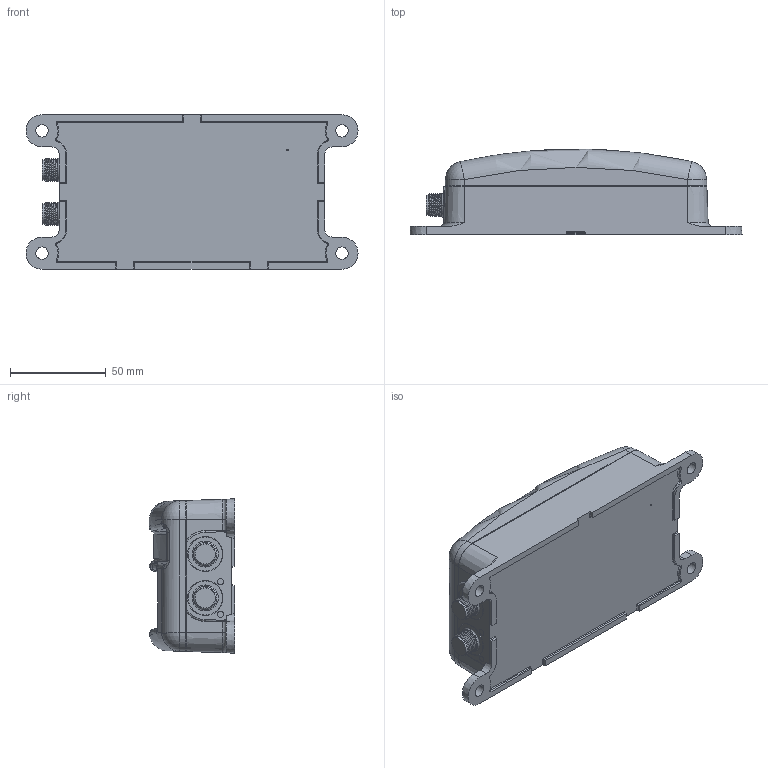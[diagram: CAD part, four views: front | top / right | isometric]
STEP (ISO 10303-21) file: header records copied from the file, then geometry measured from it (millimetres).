
FILE_DESCRIPTION((''),'2;1');
FILE_NAME('DM_CAD-1921_SW0002','2014-03-13T',('creinig-se'),(''),'PRO/ENGINEER BY PARAMETRIC TECHNOLOGY CORPORATION, 2013050','PRO/ENGINEER BY PARAMETRIC TECHNOLOGY CORPORATION, 2013050','');
FILE_SCHEMA(('CONFIG_CONTROL_DESIGN'));
Length unit declared in the file: millimetre
Products named in the file (1): DM_CAD-1921_SW0002
Bounding box: 173.78 x 44.86 x 80.78 mm (x, y, z)
Volume: 400841.8 mm3; surface area: 44317 mm2
Topology: 1 solids, 1 shells, 326 faces, 845 edges, 535 vertices
Faces by surface type: cylinder 101, plane 91, bspline 75, cone 29, torus 19, extrusion 6, sphere 4, revolution 1
Entity records: 23639 total; most frequent: CARTESIAN_POINT 12952, ORIENTED_EDGE 1682, DIRECTION 1264, EDGE_CURVE 841, VERTEX_POINT 535, FILL_AREA_STYLE_COLOUR 534, FILL_AREA_STYLE 534, SURFACE_STYLE_FILL_AREA 534
